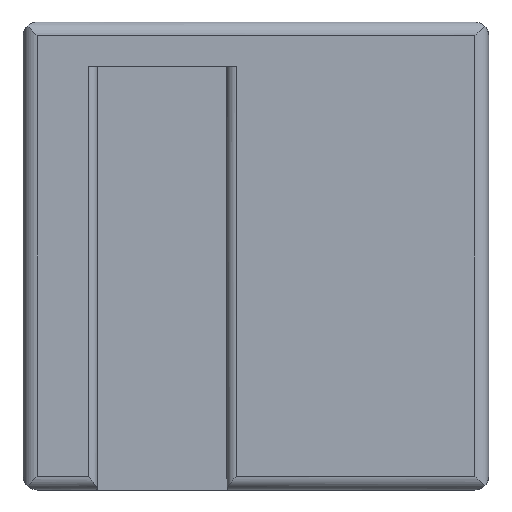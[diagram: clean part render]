
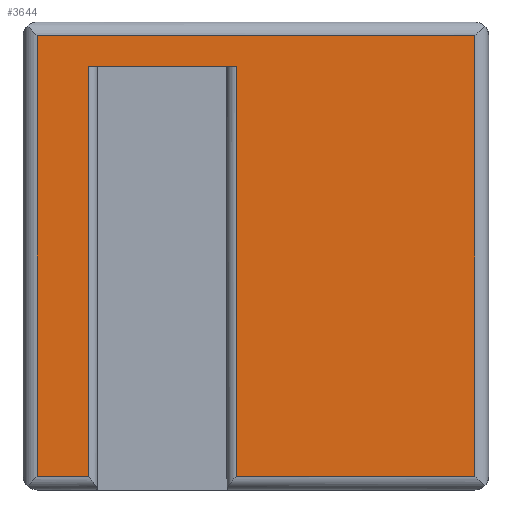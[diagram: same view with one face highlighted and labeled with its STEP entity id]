
A CAD part, front view. The second image highlights one B-rep face of the part: STEP entity #3644.
In plain terms, the highlighted planar face has unit normal (0, -1, 0).
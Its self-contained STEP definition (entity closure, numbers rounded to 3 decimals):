
#301=LINE('',#5383,#485);
#333=LINE('',#5467,#517);
#334=LINE('',#5469,#518);
#335=LINE('',#5471,#519);
#336=LINE('',#5473,#520);
#337=LINE('',#5475,#521);
#338=LINE('',#5477,#522);
#339=LINE('',#5479,#523);
#485=VECTOR('',#4425,1000.);
#517=VECTOR('',#4493,1000.);
#518=VECTOR('',#4494,1000.);
#519=VECTOR('',#4495,1000.);
#520=VECTOR('',#4496,1000.);
#521=VECTOR('',#4497,1000.);
#522=VECTOR('',#4498,1000.);
#523=VECTOR('',#4499,1000.);
#883=ORIENTED_EDGE('',*,*,#1543,.F.);
#884=ORIENTED_EDGE('',*,*,#1587,.F.);
#885=ORIENTED_EDGE('',*,*,#1588,.T.);
#886=ORIENTED_EDGE('',*,*,#1589,.T.);
#887=ORIENTED_EDGE('',*,*,#1590,.F.);
#888=ORIENTED_EDGE('',*,*,#1591,.F.);
#889=ORIENTED_EDGE('',*,*,#1592,.T.);
#890=ORIENTED_EDGE('',*,*,#1593,.T.);
#1543=EDGE_CURVE('',#1882,#1883,#301,.T.);
#1587=EDGE_CURVE('',#1917,#1882,#333,.T.);
#1588=EDGE_CURVE('',#1917,#1918,#334,.T.);
#1589=EDGE_CURVE('',#1918,#1919,#335,.T.);
#1590=EDGE_CURVE('',#1920,#1919,#336,.T.);
#1591=EDGE_CURVE('',#1921,#1920,#337,.T.);
#1592=EDGE_CURVE('',#1921,#1922,#338,.T.);
#1593=EDGE_CURVE('',#1922,#1883,#339,.T.);
#1882=VERTEX_POINT('',#5382);
#1883=VERTEX_POINT('',#5384);
#1917=VERTEX_POINT('',#5468);
#1918=VERTEX_POINT('',#5470);
#1919=VERTEX_POINT('',#5472);
#1920=VERTEX_POINT('',#5474);
#1921=VERTEX_POINT('',#5476);
#1922=VERTEX_POINT('',#5478);
#2155=EDGE_LOOP('',(#883,#884,#885,#886,#887,#888,#889,#890));
#2319=FACE_BOUND('',#2155,.T.);
#2455=PLANE('',#3895);
#3644=ADVANCED_FACE('',(#2319),#2455,.F.);
#3895=AXIS2_PLACEMENT_3D('',#5466,#4491,#4492);
#4425=DIRECTION('',(-1.,0.,0.));
#4491=DIRECTION('',(0.,1.,0.));
#4492=DIRECTION('',(0.,0.,1.));
#4493=DIRECTION('',(0.,0.,-1.));
#4494=DIRECTION('',(1.,0.,0.));
#4495=DIRECTION('',(0.,0.,-1.));
#4496=DIRECTION('',(-1.,0.,0.));
#4497=DIRECTION('',(0.,0.,-1.));
#4498=DIRECTION('',(-1.,0.,0.));
#4499=DIRECTION('',(0.,0.,-1.));
#5382=CARTESIAN_POINT('',(1.403,0.,0.3));
#5383=CARTESIAN_POINT('',(10.05,0.,0.3));
#5384=CARTESIAN_POINT('',(0.3,0.,0.3));
#5466=CARTESIAN_POINT('',(0.3,0.,10.1));
#5467=CARTESIAN_POINT('',(1.403,0.,9.15));
#5468=CARTESIAN_POINT('',(1.403,0.,9.15));
#5469=CARTESIAN_POINT('',(1.403,0.,9.15));
#5470=CARTESIAN_POINT('',(4.597,0.,9.15));
#5471=CARTESIAN_POINT('',(4.597,0.,9.15));
#5472=CARTESIAN_POINT('',(4.597,0.,0.3));
#5473=CARTESIAN_POINT('',(10.05,0.,0.3));
#5474=CARTESIAN_POINT('',(9.75,0.,0.3));
#5475=CARTESIAN_POINT('',(9.75,0.,10.1));
#5476=CARTESIAN_POINT('',(9.75,0.,9.8));
#5477=CARTESIAN_POINT('',(10.05,0.,9.8));
#5478=CARTESIAN_POINT('',(0.3,0.,9.8));
#5479=CARTESIAN_POINT('',(0.3,0.,10.1));
